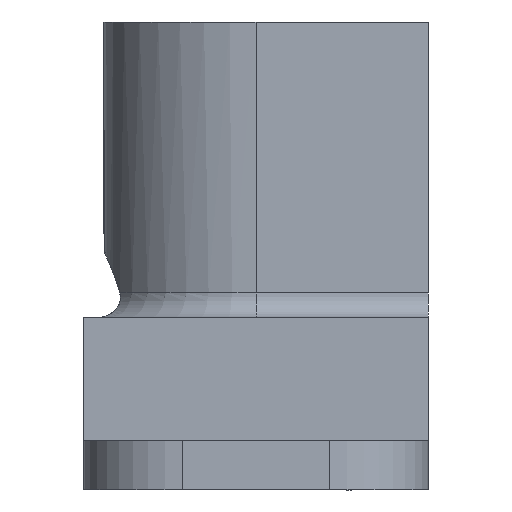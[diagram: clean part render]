
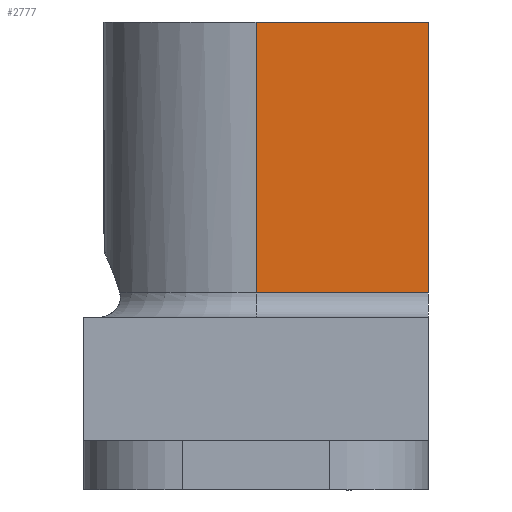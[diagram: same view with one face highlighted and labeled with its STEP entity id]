
A CAD part, front view. The second image highlights one B-rep face of the part: STEP entity #2777.
In plain terms, the highlighted planar face has unit normal (0, -1, 0).
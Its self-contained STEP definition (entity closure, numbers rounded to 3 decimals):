
#77=PLANE('',#3035);
#109=LINE('',#4047,#306);
#184=LINE('',#4762,#381);
#199=LINE('',#4791,#396);
#200=LINE('',#4792,#397);
#306=VECTOR('',#3205,10.);
#381=VECTOR('',#3582,10.);
#396=VECTOR('',#3603,10.);
#397=VECTOR('',#3604,10.);
#634=FACE_OUTER_BOUND('',#785,.T.);
#785=EDGE_LOOP('',(#2155,#2156,#2157,#2158));
#1129=VERTEX_POINT('',#4023);
#1133=VERTEX_POINT('',#4045);
#1272=VERTEX_POINT('',#4761);
#1283=VERTEX_POINT('',#4790);
#1407=EDGE_CURVE('',#1133,#1129,#109,.T.);
#1601=EDGE_CURVE('',#1272,#1133,#184,.T.);
#1616=EDGE_CURVE('',#1283,#1272,#199,.T.);
#1617=EDGE_CURVE('',#1129,#1283,#200,.T.);
#2155=ORIENTED_EDGE('',*,*,#1407,.F.);
#2156=ORIENTED_EDGE('',*,*,#1601,.F.);
#2157=ORIENTED_EDGE('',*,*,#1616,.F.);
#2158=ORIENTED_EDGE('',*,*,#1617,.F.);
#2777=ADVANCED_FACE('',(#634),#77,.T.);
#3035=AXIS2_PLACEMENT_3D('',#4789,#3601,#3602);
#3205=DIRECTION('',(-1.,0.,0.));
#3582=DIRECTION('',(0.,0.,-1.));
#3601=DIRECTION('center_axis',(0.,-1.,0.));
#3602=DIRECTION('ref_axis',(1.,0.,0.));
#3603=DIRECTION('',(1.,0.,0.));
#3604=DIRECTION('',(0.,0.,1.));
#4023=CARTESIAN_POINT('',(128.426,150.947,11.385));
#4045=CARTESIAN_POINT('',(131.926,150.947,11.385));
#4047=CARTESIAN_POINT('',(130.676,150.947,11.385));
#4761=CARTESIAN_POINT('',(131.926,150.947,16.885));
#4762=CARTESIAN_POINT('',(131.926,150.947,8.885));
#4789=CARTESIAN_POINT('Origin',(128.426,150.947,10.885));
#4790=CARTESIAN_POINT('',(128.426,150.947,16.885));
#4791=CARTESIAN_POINT('',(130.926,150.947,16.885));
#4792=CARTESIAN_POINT('',(128.426,150.947,10.885));
